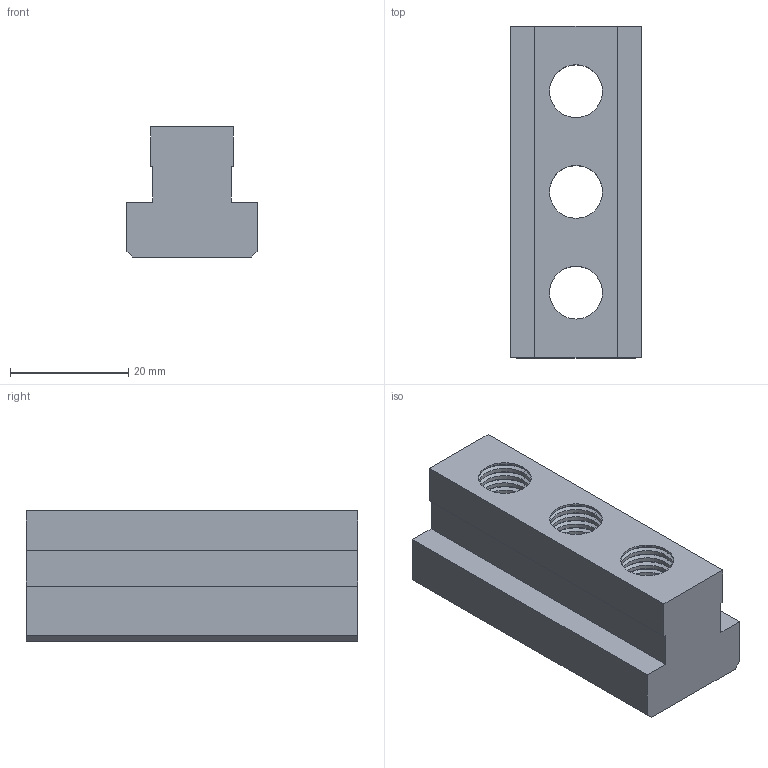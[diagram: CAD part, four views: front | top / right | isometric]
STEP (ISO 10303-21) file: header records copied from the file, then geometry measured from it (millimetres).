
FILE_DESCRIPTION(('STEP AP214'),'1');
FILE_NAME(' ',' ',('TraceParts'),('TraceParts S.A.'),'XStep 1.0',' ',' ');
FILE_SCHEMA(('automotive_design'));
Length unit declared in the file: millimetre
Products named in the file (1): 1
Bounding box: 22 x 56 x 22 mm (x, y, z)
Volume: 16624.5 mm3; surface area: 8085.1 mm2
Topology: 1 solids, 1 shells, 442 faces, 900 edges, 460 vertices
Faces by surface type: torus 168, cone 168, cylinder 90, plane 16
Entity records: 21736 total; most frequent: DIRECTION 2386, STYLED_ITEM 1803, PRESENTATION_STYLE_ASSIGNMENT 1803, CARTESIAN_POINT 1803, COLOUR_RGB 1803, ORIENTED_EDGE 1800, AXIS2_PLACEMENT_3D 1043, EDGE_CURVE 900
